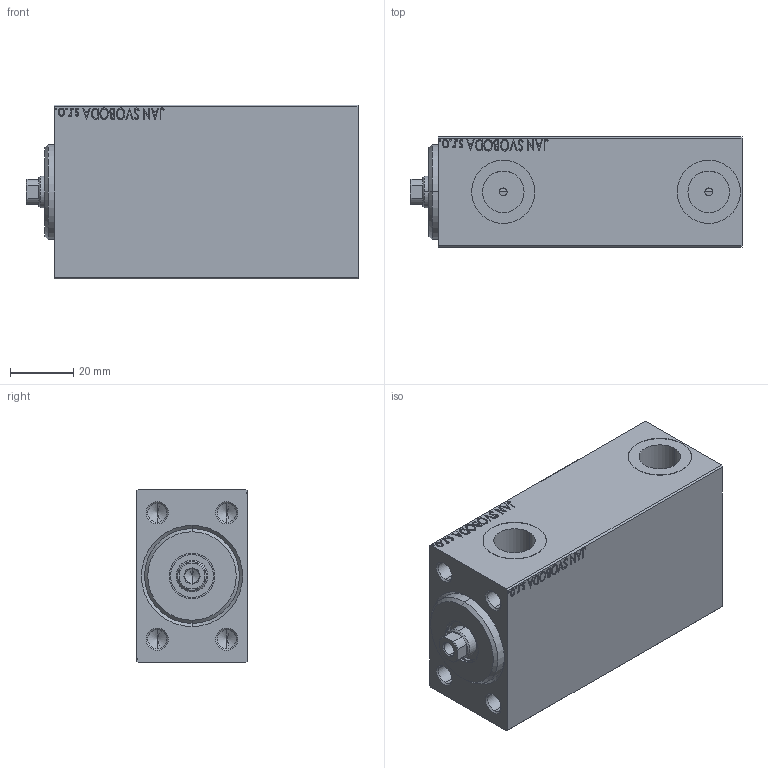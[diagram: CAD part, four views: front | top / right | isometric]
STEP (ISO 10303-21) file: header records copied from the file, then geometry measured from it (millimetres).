
FILE_DESCRIPTION (( 'STEP AP203' ), '1' );
FILE_NAME ('f41c.STEP', '2022-04-17T12:58:10', ( '' ), ( '' ), 'SwSTEP 2.0', 'SolidWorks 2019', '' );
FILE_SCHEMA (( 'CONFIG_CONTROL_DESIGN' ));
Length unit declared in the file: millimetre
Products named in the file (4): V450CM_VC_B 11ef3d8b42252def30cec236b8e202bc; f41c; V450CM_B_Body 11ef3d8b42252def30cec236b8e202bc; V450CM_B_VCP 11ef3d8b42252def30cec236b8e202bc
Assembly tree (3 placements, depth 2):
  f41c
    V450CM_B_Body 11ef3d8b42252def30cec236b8e202bc
    V450CM_B_VCP 11ef3d8b42252def30cec236b8e202bc
    V450CM_VC_B 11ef3d8b42252def30cec236b8e202bc
Bounding box: 105 x 35 x 55 mm (x, y, z)
Volume: 170975.7 mm3; surface area: 37564.5 mm2
Topology: 3 solids, 3 shells, 898 faces, 2300 edges, 1505 vertices
Faces by surface type: plane 406, bspline 380, cylinder 66, cone 46
Entity records: 44950 total; most frequent: CARTESIAN_POINT 25337, ORIENTED_EDGE 4564, DIRECTION 2706, EDGE_CURVE 2282, VERTEX_POINT 1505, LINE 1346, VECTOR 1346, EDGE_LOOP 1023
